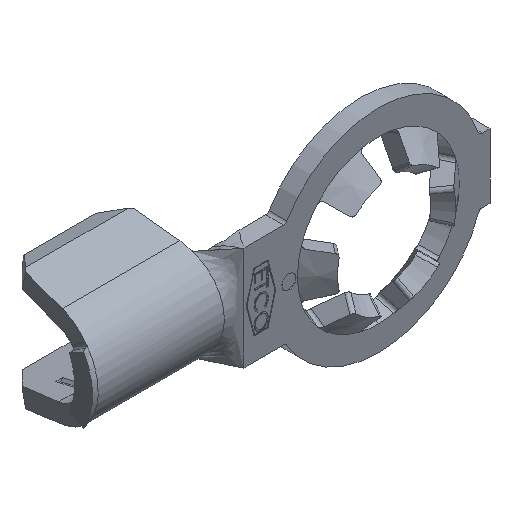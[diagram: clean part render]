
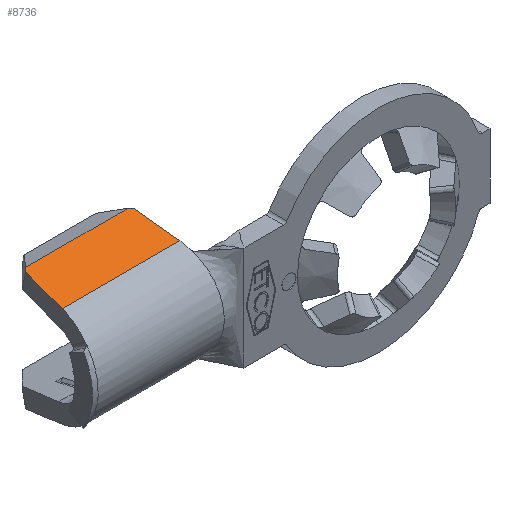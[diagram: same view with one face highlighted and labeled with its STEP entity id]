
A CAD part, isometric view. The second image highlights one B-rep face of the part: STEP entity #8736.
In plain terms, the highlighted planar face has unit normal (0, -0.219, 0.976).
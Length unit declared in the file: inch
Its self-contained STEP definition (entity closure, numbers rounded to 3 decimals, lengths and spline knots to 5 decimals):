
#25 = LINE ( 'NONE', #8724, #5746 ) ;
#333 = VECTOR ( 'NONE', #5394, 39.37008 ) ;
#562 = DIRECTION ( 'NONE',  ( 0., -0.219, 0.976 ) ) ;
#697 = CARTESIAN_POINT ( 'NONE',  ( -0.48672, 0.14538, 0.10625 ) ) ;
#729 = EDGE_CURVE ( 'NONE', #5050, #5367, #8310, .T. ) ;
#873 = CARTESIAN_POINT ( 'NONE',  ( -0.29128, 0.14538, 0.10625 ) ) ;
#1014 = ORIENTED_EDGE ( 'NONE', *, *, #5511, .T. ) ;
#1159 = ORIENTED_EDGE ( 'NONE', *, *, #3355, .F. ) ;
#1671 = CARTESIAN_POINT ( 'NONE',  ( -0.502, 0.07188, 0.08977 ) ) ;
#1729 = VECTOR ( 'NONE', #8346, 39.37008 ) ;
#1948 = LINE ( 'NONE', #2307, #3938 ) ;
#1966 = ORIENTED_EDGE ( 'NONE', *, *, #6352, .F. ) ;
#2006 = EDGE_CURVE ( 'NONE', #2055, #6128, #1948, .T. ) ;
#2046 = EDGE_CURVE ( 'NONE', #2055, #5367, #9683, .T. ) ;
#2055 = VERTEX_POINT ( 'NONE', #873 ) ;
#2277 = VECTOR ( 'NONE', #7214, 39.37008 ) ;
#2307 = CARTESIAN_POINT ( 'NONE',  ( -0.359, 0.21145, 0.12106 ) ) ;
#2346 = ORIENTED_EDGE ( 'NONE', *, *, #729, .T. ) ;
#2505 = LINE ( 'NONE', #4943, #2277 ) ;
#2744 = AXIS2_PLACEMENT_3D ( 'NONE', #9547, #562, #5807 ) ;
#3355 = EDGE_CURVE ( 'NONE', #5050, #5253, #2505, .T. ) ;
#3837 = CARTESIAN_POINT ( 'NONE',  ( -0.28583, 0.09351, 0.09462 ) ) ;
#3903 = CARTESIAN_POINT ( 'NONE',  ( -0.28355, 0.07188, 0.08977 ) ) ;
#3938 = VECTOR ( 'NONE', #4520, 39.37008 ) ;
#4128 = ORIENTED_EDGE ( 'NONE', *, *, #2046, .F. ) ;
#4520 = DIRECTION ( 'NONE',  ( -0.707, 0.69, 0.155 ) ) ;
#4943 = CARTESIAN_POINT ( 'NONE',  ( -0.49452, 0.07113, 0.0896 ) ) ;
#5050 = VERTEX_POINT ( 'NONE', #5775 ) ;
#5253 = VERTEX_POINT ( 'NONE', #697 ) ;
#5259 = CARTESIAN_POINT ( 'NONE',  ( -0.502, 0.15096, 0.1075 ) ) ;
#5281 = VECTOR ( 'NONE', #6015, 39.37008 ) ;
#5367 = VERTEX_POINT ( 'NONE', #3903 ) ;
#5394 = DIRECTION ( 'NONE',  ( 1., 0., 0. ) ) ;
#5511 = EDGE_CURVE ( 'NONE', #6387, #5253, #25, .T. ) ;
#5746 = VECTOR ( 'NONE', #9476, 39.37008 ) ;
#5775 = CARTESIAN_POINT ( 'NONE',  ( -0.49445, 0.07188, 0.08977 ) ) ;
#5807 = DIRECTION ( 'NONE',  ( 0., -0.976, -0.219 ) ) ;
#6015 = DIRECTION ( 'NONE',  ( 1., 0., 0. ) ) ;
#6128 = VERTEX_POINT ( 'NONE', #8805 ) ;
#6352 = EDGE_CURVE ( 'NONE', #6387, #6128, #7261, .T. ) ;
#6387 = VERTEX_POINT ( 'NONE', #6779 ) ;
#6779 = CARTESIAN_POINT ( 'NONE',  ( -0.481, 0.15096, 0.1075 ) ) ;
#7214 = DIRECTION ( 'NONE',  ( 0.102, 0.971, 0.218 ) ) ;
#7261 = LINE ( 'NONE', #5259, #5281 ) ;
#8310 = LINE ( 'NONE', #1671, #333 ) ;
#8346 = DIRECTION ( 'NONE',  ( 0.102, -0.971, -0.218 ) ) ;
#8365 = FACE_OUTER_BOUND ( 'NONE', #9490, .T. ) ;
#8520 = ORIENTED_EDGE ( 'NONE', *, *, #2006, .T. ) ;
#8724 = CARTESIAN_POINT ( 'NONE',  ( -0.53203, 0.10118, 0.09634 ) ) ;
#8736 = ADVANCED_FACE ( 'NONE', ( #8365 ), #8760, .T. ) ;
#8760 = PLANE ( 'NONE',  #2744 ) ;
#8805 = CARTESIAN_POINT ( 'NONE',  ( -0.297, 0.15096, 0.1075 ) ) ;
#9476 = DIRECTION ( 'NONE',  ( -0.707, -0.69, -0.155 ) ) ;
#9490 = EDGE_LOOP ( 'NONE', ( #4128, #8520, #1966, #1014, #1159, #2346 ) ) ;
#9547 = CARTESIAN_POINT ( 'NONE',  ( -0.502, 0.07188, 0.08977 ) ) ;
#9683 = LINE ( 'NONE', #3837, #1729 ) ;
